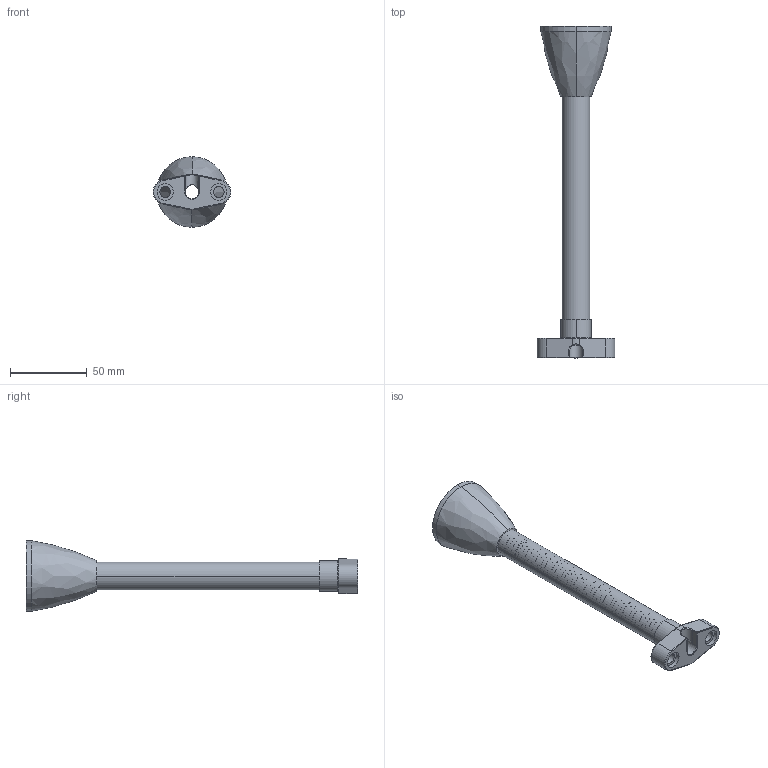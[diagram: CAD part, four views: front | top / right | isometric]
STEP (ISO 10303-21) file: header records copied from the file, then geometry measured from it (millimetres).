
FILE_DESCRIPTION((''),'2;1');
FILE_NAME('175503_ASM','2013-10-01T',('pdmadmin'),(''),'PRO/ENGINEER BY PARAMETRIC TECHNOLOGY CORPORATION, 2012300','PRO/ENGINEER BY PARAMETRIC TECHNOLOGY CORPORATION, 2012300','');
FILE_SCHEMA(('CONFIG_CONTROL_DESIGN'));
Length unit declared in the file: inch
Products named in the file (6): 85775_BASE; 175496_FLEXARM; 85775_5_8_27; 175496_VINYL_CLAD; 165545; 175503_ASM
Assembly tree (5 placements, depth 2):
  175503_ASM
    85775_BASE
    175496_FLEXARM
    85775_5_8_27
    175496_VINYL_CLAD
    165545
Bounding box: 50.83 x 216.57 x 46 mm (x, y, z)
Volume: 42949 mm3; surface area: 56158.7 mm2
Topology: 5 solids, 5 shells, 285 faces, 704 edges, 437 vertices
Faces by surface type: bspline 120, cylinder 110, plane 29, torus 14, cone 10, sphere 2
Entity records: 40893 total; most frequent: CARTESIAN_POINT 34829, ORIENTED_EDGE 1408, DIRECTION 910, EDGE_CURVE 704, VERTEX_POINT 437, AXIS2_PLACEMENT_3D 325, EDGE_LOOP 307, B_SPLINE_CURVE_WITH_KNOTS 295
